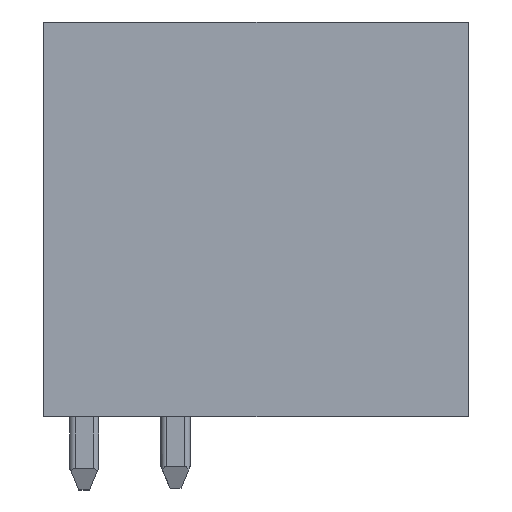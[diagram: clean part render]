
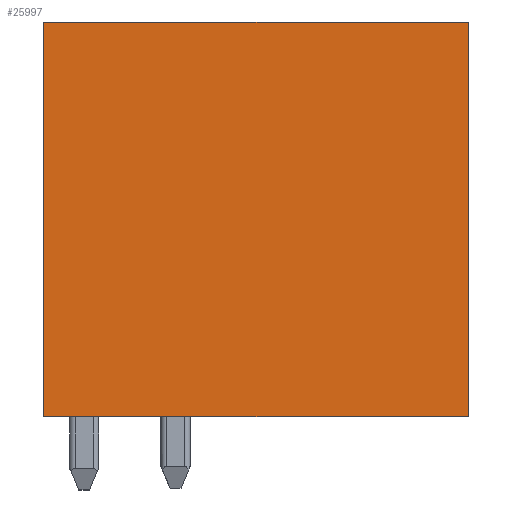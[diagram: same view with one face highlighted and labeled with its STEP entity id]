
A CAD part, left-side view. The second image highlights one B-rep face of the part: STEP entity #25997.
In plain terms, the highlighted planar face has unit normal (-1, 0, 0).
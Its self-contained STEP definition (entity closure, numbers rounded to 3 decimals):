
#4038=ORIENTED_EDGE('',*,*,#10336,.F.);
#4039=ORIENTED_EDGE('',*,*,#10333,.F.);
#4040=ORIENTED_EDGE('',*,*,#10337,.F.);
#4041=ORIENTED_EDGE('',*,*,#10338,.F.);
#10333=EDGE_CURVE('',#13532,#13533,#16214,.T.);
#10336=EDGE_CURVE('',#13533,#13534,#16217,.T.);
#10337=EDGE_CURVE('',#13535,#13532,#16218,.T.);
#10338=EDGE_CURVE('',#13534,#13535,#16219,.T.);
#13532=VERTEX_POINT('',#39495);
#13533=VERTEX_POINT('',#39496);
#13534=VERTEX_POINT('',#39501);
#13535=VERTEX_POINT('',#39503);
#16214=LINE('',#39494,#19498);
#16217=LINE('',#39500,#19501);
#16218=LINE('',#39502,#19502);
#16219=LINE('',#39504,#19503);
#19498=VECTOR('',#32019,1000.);
#19501=VECTOR('',#32024,1000.);
#19502=VECTOR('',#32025,1000.);
#19503=VECTOR('',#32026,1000.);
#21972=EDGE_LOOP('',(#4038,#4039,#4040,#4041));
#23463=FACE_BOUND('',#21972,.T.);
#24681=PLANE('',#27739);
#25997=ADVANCED_FACE('',(#23463),#24681,.F.);
#27739=AXIS2_PLACEMENT_3D('',#39499,#32022,#32023);
#32019=DIRECTION('',(0.,-1.,0.));
#32022=DIRECTION('',(1.,0.,0.));
#32023=DIRECTION('',(0.,0.,-1.));
#32024=DIRECTION('',(0.,0.,-1.));
#32025=DIRECTION('',(0.,0.,1.));
#32026=DIRECTION('',(0.,1.,0.));
#39494=CARTESIAN_POINT('',(-16.15,11.6,10.8));
#39495=CARTESIAN_POINT('',(-16.15,11.6,10.8));
#39496=CARTESIAN_POINT('',(-16.15,0.,10.8));
#39499=CARTESIAN_POINT('',(-16.15,0.,0.));
#39500=CARTESIAN_POINT('',(-16.15,0.,10.8));
#39501=CARTESIAN_POINT('',(-16.15,0.,0.));
#39502=CARTESIAN_POINT('',(-16.15,11.6,0.));
#39503=CARTESIAN_POINT('',(-16.15,11.6,0.));
#39504=CARTESIAN_POINT('',(-16.15,0.,0.));
